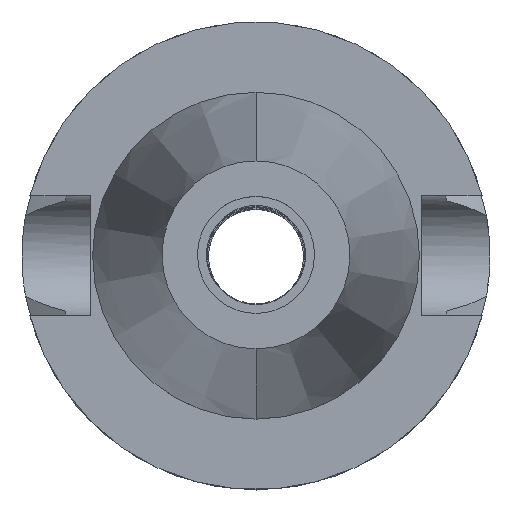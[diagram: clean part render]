
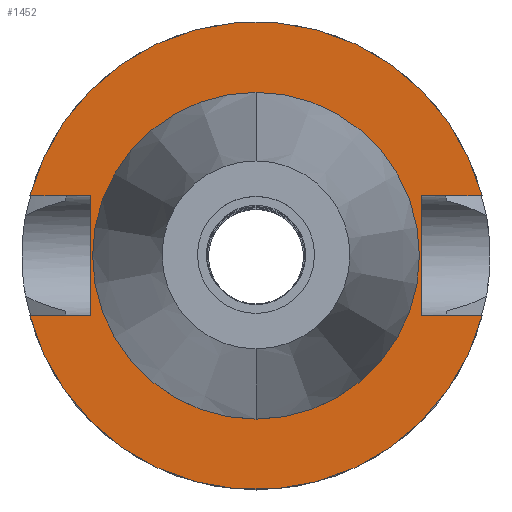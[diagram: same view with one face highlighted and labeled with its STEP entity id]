
A CAD part, top view. The second image highlights one B-rep face of the part: STEP entity #1452.
In plain terms, the highlighted planar face has unit normal (0, 0, 1).
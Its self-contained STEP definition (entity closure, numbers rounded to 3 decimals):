
#6 = ORIENTED_EDGE ( 'NONE', *, *, #1891, .F. ) ;
#11 = ORIENTED_EDGE ( 'NONE', *, *, #870, .F. ) ;
#37 = EDGE_CURVE ( 'NONE', #2657, #1793, #1003, .T. ) ;
#94 = DIRECTION ( 'NONE',  ( 0., -1., 0. ) ) ;
#158 = CARTESIAN_POINT ( 'NONE',  ( 0., 0., -3. ) ) ;
#251 = CIRCLE ( 'NONE', #1504, 34.925 ) ;
#263 = LINE ( 'NONE', #3159, #1321 ) ;
#326 = CARTESIAN_POINT ( 'NONE',  ( 48.321, 12.85, -3. ) ) ;
#385 = CARTESIAN_POINT ( 'NONE',  ( 0., 0., -3. ) ) ;
#422 = EDGE_LOOP ( 'NONE', ( #11, #6 ) ) ;
#438 = CARTESIAN_POINT ( 'NONE',  ( 35.4, -12.85, -3. ) ) ;
#564 = VERTEX_POINT ( 'NONE', #1820 ) ;
#581 = EDGE_CURVE ( 'NONE', #2606, #1769, #1041, .T. ) ;
#654 = FACE_BOUND ( 'NONE', #422, .T. ) ;
#673 = DIRECTION ( 'NONE',  ( 0., 0., 1. ) ) ;
#766 = CARTESIAN_POINT ( 'NONE',  ( -48.321, 12.85, -3. ) ) ;
#778 = AXIS2_PLACEMENT_3D ( 'NONE', #158, #673, #1589 ) ;
#785 = DIRECTION ( 'NONE',  ( 0., 1., 0. ) ) ;
#870 = EDGE_CURVE ( 'NONE', #2353, #564, #959, .T. ) ;
#878 = VERTEX_POINT ( 'NONE', #2940 ) ;
#959 = CIRCLE ( 'NONE', #778, 34.925 ) ;
#964 = DIRECTION ( 'NONE',  ( 0., -1., 0. ) ) ;
#1003 = LINE ( 'NONE', #2432, #1201 ) ;
#1020 = VECTOR ( 'NONE', #1359, 1000. ) ;
#1028 = VECTOR ( 'NONE', #2043, 1000. ) ;
#1041 = LINE ( 'NONE', #438, #1020 ) ;
#1095 = CIRCLE ( 'NONE', #2987, 50. ) ;
#1120 = DIRECTION ( 'NONE',  ( -1., 0., 0. ) ) ;
#1201 = VECTOR ( 'NONE', #3596, 1000. ) ;
#1280 = ORIENTED_EDGE ( 'NONE', *, *, #3123, .F. ) ;
#1321 = VECTOR ( 'NONE', #1120, 1000. ) ;
#1355 = ORIENTED_EDGE ( 'NONE', *, *, #2488, .F. ) ;
#1359 = DIRECTION ( 'NONE',  ( 1., 0., 0. ) ) ;
#1440 = CARTESIAN_POINT ( 'NONE',  ( 48.321, -12.85, -3. ) ) ;
#1452 = ADVANCED_FACE ( 'NONE', ( #3217, #654 ), #1809, .F. ) ;
#1504 = AXIS2_PLACEMENT_3D ( 'NONE', #3480, #2375, #964 ) ;
#1533 = DIRECTION ( 'NONE',  ( 0., 0., -1. ) ) ;
#1589 = DIRECTION ( 'NONE',  ( 0., 1., 0. ) ) ;
#1633 = DIRECTION ( 'NONE',  ( 0., 0., -1. ) ) ;
#1649 = CARTESIAN_POINT ( 'NONE',  ( 0., 0., -3. ) ) ;
#1667 = EDGE_CURVE ( 'NONE', #878, #2674, #263, .T. ) ;
#1727 = LINE ( 'NONE', #2824, #1028 ) ;
#1737 = EDGE_CURVE ( 'NONE', #3548, #878, #1727, .T. ) ;
#1741 = LINE ( 'NONE', #3170, #3296 ) ;
#1769 = VERTEX_POINT ( 'NONE', #1440 ) ;
#1793 = VERTEX_POINT ( 'NONE', #326 ) ;
#1809 = PLANE ( 'NONE',  #2382 ) ;
#1817 = VERTEX_POINT ( 'NONE', #3112 ) ;
#1820 = CARTESIAN_POINT ( 'NONE',  ( 0., -34.925, -3. ) ) ;
#1891 = EDGE_CURVE ( 'NONE', #564, #2353, #251, .T. ) ;
#1937 = CARTESIAN_POINT ( 'NONE',  ( -35.4, -12.85, -3. ) ) ;
#1950 = CARTESIAN_POINT ( 'NONE',  ( 35.4, 12.85, -3. ) ) ;
#1960 = ORIENTED_EDGE ( 'NONE', *, *, #1737, .F. ) ;
#1964 = CARTESIAN_POINT ( 'NONE',  ( -35.4, -12.85, -3. ) ) ;
#2023 = ORIENTED_EDGE ( 'NONE', *, *, #37, .T. ) ;
#2033 = AXIS2_PLACEMENT_3D ( 'NONE', #3251, #2356, #2395 ) ;
#2043 = DIRECTION ( 'NONE',  ( 0., 1., 0. ) ) ;
#2287 = EDGE_LOOP ( 'NONE', ( #3452, #1355, #3382, #2982, #2023, #1280, #3303, #1960 ) ) ;
#2302 = CARTESIAN_POINT ( 'NONE',  ( 0., 34.925, -3. ) ) ;
#2338 = VECTOR ( 'NONE', #2528, 1000. ) ;
#2353 = VERTEX_POINT ( 'NONE', #2302 ) ;
#2356 = DIRECTION ( 'NONE',  ( 0., 0., -1. ) ) ;
#2375 = DIRECTION ( 'NONE',  ( 0., 0., 1. ) ) ;
#2382 = AXIS2_PLACEMENT_3D ( 'NONE', #385, #1533, #94 ) ;
#2395 = DIRECTION ( 'NONE',  ( 0., -1., 0. ) ) ;
#2432 = CARTESIAN_POINT ( 'NONE',  ( 35.4, 12.85, -3. ) ) ;
#2488 = EDGE_CURVE ( 'NONE', #1769, #1817, #2808, .T. ) ;
#2528 = DIRECTION ( 'NONE',  ( -1., 0., 0. ) ) ;
#2606 = VERTEX_POINT ( 'NONE', #3606 ) ;
#2657 = VERTEX_POINT ( 'NONE', #1950 ) ;
#2674 = VERTEX_POINT ( 'NONE', #766 ) ;
#2808 = CIRCLE ( 'NONE', #2033, 50. ) ;
#2824 = CARTESIAN_POINT ( 'NONE',  ( -35.4, -12.85, -3. ) ) ;
#2882 = DIRECTION ( 'NONE',  ( 0., -1., 0. ) ) ;
#2940 = CARTESIAN_POINT ( 'NONE',  ( -35.4, 12.85, -3. ) ) ;
#2982 = ORIENTED_EDGE ( 'NONE', *, *, #3461, .F. ) ;
#2987 = AXIS2_PLACEMENT_3D ( 'NONE', #1649, #1633, #785 ) ;
#3112 = CARTESIAN_POINT ( 'NONE',  ( -48.321, -12.85, -3. ) ) ;
#3123 = EDGE_CURVE ( 'NONE', #2674, #1793, #1095, .T. ) ;
#3159 = CARTESIAN_POINT ( 'NONE',  ( -35.4, 12.85, -3. ) ) ;
#3170 = CARTESIAN_POINT ( 'NONE',  ( 35.4, 12.85, -3. ) ) ;
#3217 = FACE_OUTER_BOUND ( 'NONE', #2287, .T. ) ;
#3251 = CARTESIAN_POINT ( 'NONE',  ( 0., 0., -3. ) ) ;
#3296 = VECTOR ( 'NONE', #2882, 1000. ) ;
#3303 = ORIENTED_EDGE ( 'NONE', *, *, #1667, .F. ) ;
#3382 = ORIENTED_EDGE ( 'NONE', *, *, #581, .F. ) ;
#3389 = EDGE_CURVE ( 'NONE', #3548, #1817, #3610, .T. ) ;
#3452 = ORIENTED_EDGE ( 'NONE', *, *, #3389, .T. ) ;
#3461 = EDGE_CURVE ( 'NONE', #2657, #2606, #1741, .T. ) ;
#3480 = CARTESIAN_POINT ( 'NONE',  ( 0., 0., -3. ) ) ;
#3548 = VERTEX_POINT ( 'NONE', #1964 ) ;
#3596 = DIRECTION ( 'NONE',  ( 1., 0., 0. ) ) ;
#3606 = CARTESIAN_POINT ( 'NONE',  ( 35.4, -12.85, -3. ) ) ;
#3610 = LINE ( 'NONE', #1937, #2338 ) ;
